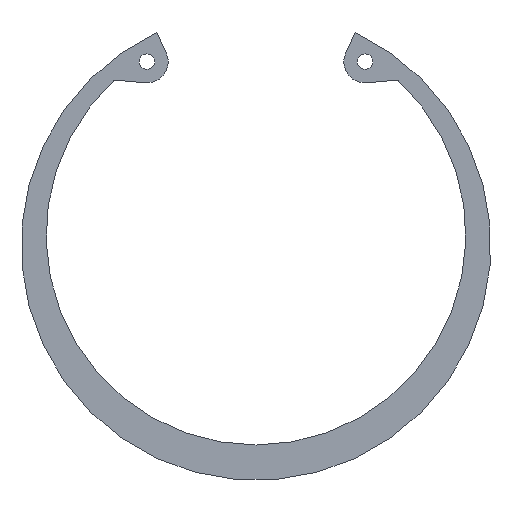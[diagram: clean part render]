
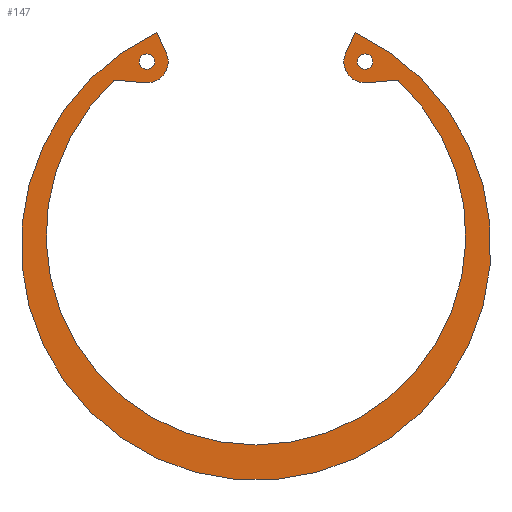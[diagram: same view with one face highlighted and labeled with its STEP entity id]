
A CAD part, front view. The second image highlights one B-rep face of the part: STEP entity #147.
In plain terms, the highlighted planar face has unit normal (0, -1, 0).
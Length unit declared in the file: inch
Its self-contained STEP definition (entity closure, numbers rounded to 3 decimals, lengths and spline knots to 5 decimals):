
#5 = CARTESIAN_POINT ( 'NONE',  ( 0.99752, -0.093, 1.1698 ) ) ;
#7 = EDGE_CURVE ( 'NONE', #9, #78, #192, .T. ) ;
#9 = VERTEX_POINT ( 'NONE', #184 ) ;
#19 = ORIENTED_EDGE ( 'NONE', *, *, #145, .F. ) ;
#22 = ORIENTED_EDGE ( 'NONE', *, *, #7, .F. ) ;
#24 = ORIENTED_EDGE ( 'NONE', *, *, #54, .F. ) ;
#25 = ORIENTED_EDGE ( 'NONE', *, *, #210, .T. ) ;
#26 = ORIENTED_EDGE ( 'NONE', *, *, #77, .F. ) ;
#29 = ORIENTED_EDGE ( 'NONE', *, *, #154, .F. ) ;
#32 = EDGE_CURVE ( 'NONE', #135, #211, #309, .T. ) ;
#33 = ORIENTED_EDGE ( 'NONE', *, *, #32, .T. ) ;
#52 = VERTEX_POINT ( 'NONE', #297 ) ;
#54 = EDGE_CURVE ( 'NONE', #52, #9, #296, .T. ) ;
#63 = VERTEX_POINT ( 'NONE', #381 ) ;
#65 = ORIENTED_EDGE ( 'NONE', *, *, #216, .T. ) ;
#66 = EDGE_LOOP ( 'NONE', ( #67, #69 ) ) ;
#67 = ORIENTED_EDGE ( 'NONE', *, *, #68, .T. ) ;
#68 = EDGE_CURVE ( 'NONE', #119, #115, #361, .T. ) ;
#69 = ORIENTED_EDGE ( 'NONE', *, *, #114, .T. ) ;
#70 = EDGE_LOOP ( 'NONE', ( #71, #72, #73, #75, #89, #33, #25, #26, #22, #24, #29, #19 ) ) ;
#71 = ORIENTED_EDGE ( 'NONE', *, *, #91, .F. ) ;
#72 = ORIENTED_EDGE ( 'NONE', *, *, #152, .F. ) ;
#73 = ORIENTED_EDGE ( 'NONE', *, *, #74, .T. ) ;
#74 = EDGE_CURVE ( 'NONE', #158, #228, #356, .T. ) ;
#75 = ORIENTED_EDGE ( 'NONE', *, *, #227, .T. ) ;
#77 = EDGE_CURVE ( 'NONE', #78, #212, #448, .T. ) ;
#78 = VERTEX_POINT ( 'NONE', #444 ) ;
#89 = ORIENTED_EDGE ( 'NONE', *, *, #137, .F. ) ;
#91 = EDGE_CURVE ( 'NONE', #99, #106, #424, .T. ) ;
#99 = VERTEX_POINT ( 'NONE', #349 ) ;
#106 = VERTEX_POINT ( 'NONE', #256 ) ;
#114 = EDGE_CURVE ( 'NONE', #115, #119, #240, .T. ) ;
#115 = VERTEX_POINT ( 'NONE', #235 ) ;
#119 = VERTEX_POINT ( 'NONE', #369 ) ;
#135 = VERTEX_POINT ( 'NONE', #277 ) ;
#137 = EDGE_CURVE ( 'NONE', #135, #230, #367, .T. ) ;
#145 = EDGE_CURVE ( 'NONE', #106, #63, #398, .T. ) ;
#147 = ADVANCED_FACE ( 'NONE', ( #394, #393, #392 ), #478, .T. ) ;
#148 = EDGE_LOOP ( 'NONE', ( #149, #65 ) ) ;
#149 = ORIENTED_EDGE ( 'NONE', *, *, #150, .T. ) ;
#150 = EDGE_CURVE ( 'NONE', #218, #217, #471, .T. ) ;
#152 = EDGE_CURVE ( 'NONE', #158, #99, #472, .T. ) ;
#154 = EDGE_CURVE ( 'NONE', #63, #52, #464, .T. ) ;
#158 = VERTEX_POINT ( 'NONE', #5 ) ;
#184 = CARTESIAN_POINT ( 'NONE',  ( -0.63606, -0.093, 1.36403 ) ) ;
#188 = DIRECTION ( 'NONE',  ( 0., 0., 1. ) ) ;
#189 = DIRECTION ( 'NONE',  ( 0., 1., 0. ) ) ;
#190 = CARTESIAN_POINT ( 'NONE',  ( -0.77201, -0.093, 1.30064 ) ) ;
#191 = AXIS2_PLACEMENT_3D ( 'NONE', #190, #189, #188 ) ;
#192 = CIRCLE ( 'NONE', #191, 0.15 ) ;
#210 = EDGE_CURVE ( 'NONE', #211, #212, #523, .T. ) ;
#211 = VERTEX_POINT ( 'NONE', #519 ) ;
#212 = VERTEX_POINT ( 'NONE', #518 ) ;
#216 = EDGE_CURVE ( 'NONE', #217, #218, #516, .T. ) ;
#217 = VERTEX_POINT ( 'NONE', #511 ) ;
#218 = VERTEX_POINT ( 'NONE', #510 ) ;
#227 = EDGE_CURVE ( 'NONE', #228, #230, #558, .T. ) ;
#228 = VERTEX_POINT ( 'NONE', #553 ) ;
#230 = VERTEX_POINT ( 'NONE', #552 ) ;
#235 = CARTESIAN_POINT ( 'NONE',  ( 0.77201, -0.093, 1.24564 ) ) ;
#236 = DIRECTION ( 'NONE',  ( 0., 0., 1. ) ) ;
#237 = DIRECTION ( 'NONE',  ( 0., 1., 0. ) ) ;
#238 = CARTESIAN_POINT ( 'NONE',  ( 0.77201, -0.093, 1.30064 ) ) ;
#239 = AXIS2_PLACEMENT_3D ( 'NONE', #238, #237, #236 ) ;
#240 = CIRCLE ( 'NONE', #239, 0.055 ) ;
#256 = CARTESIAN_POINT ( 'NONE',  ( 0.63606, -0.093, 1.36403 ) ) ;
#261 = DIRECTION ( 'NONE',  ( 0., 0., -1. ) ) ;
#262 = DIRECTION ( 'NONE',  ( 0., 1., 0. ) ) ;
#263 = AXIS2_PLACEMENT_3D ( 'NONE', #308, #262, #261 ) ;
#277 = CARTESIAN_POINT ( 'NONE',  ( -1.00516, -0.093, 1.1672 ) ) ;
#293 = DIRECTION ( 'NONE',  ( 0.423, 0., -0.906 ) ) ;
#294 = VECTOR ( 'NONE', #293, 39.37008 ) ;
#295 = CARTESIAN_POINT ( 'NONE',  ( -0.7026, -0.093, 1.50674 ) ) ;
#296 = LINE ( 'NONE', #295, #294 ) ;
#297 = CARTESIAN_POINT ( 'NONE',  ( -0.7026, -0.093, 1.50674 ) ) ;
#308 = CARTESIAN_POINT ( 'NONE',  ( -0.9984, -0.093, 1.15984 ) ) ;
#309 = CIRCLE ( 'NONE', #263, 0.01 ) ;
#349 = CARTESIAN_POINT ( 'NONE',  ( 0.78508, -0.093, 1.15121 ) ) ;
#354 = CARTESIAN_POINT ( 'NONE',  ( 0.9984, -0.093, 1.15984 ) ) ;
#355 = AXIS2_PLACEMENT_3D ( 'NONE', #354, #450, #449 ) ;
#356 = CIRCLE ( 'NONE', #355, 0.01 ) ;
#357 = DIRECTION ( 'NONE',  ( 0., 0., 1. ) ) ;
#358 = DIRECTION ( 'NONE',  ( 0., 1., 0. ) ) ;
#359 = CARTESIAN_POINT ( 'NONE',  ( 0.77201, -0.093, 1.30064 ) ) ;
#360 = AXIS2_PLACEMENT_3D ( 'NONE', #359, #358, #357 ) ;
#361 = CIRCLE ( 'NONE', #360, 0.055 ) ;
#363 = DIRECTION ( 'NONE',  ( 0., 0., 1. ) ) ;
#364 = DIRECTION ( 'NONE',  ( 0., -1., 0. ) ) ;
#365 = CARTESIAN_POINT ( 'NONE',  ( 0., -0.093, 0.07318 ) ) ;
#366 = AXIS2_PLACEMENT_3D ( 'NONE', #365, #364, #363 ) ;
#367 = CIRCLE ( 'NONE', #366, 1.48568 ) ;
#369 = CARTESIAN_POINT ( 'NONE',  ( 0.77201, -0.093, 1.35564 ) ) ;
#381 = CARTESIAN_POINT ( 'NONE',  ( 0.7026, -0.093, 1.50674 ) ) ;
#392 = FACE_OUTER_BOUND ( 'NONE', #70, .T. ) ;
#393 = FACE_BOUND ( 'NONE', #66, .T. ) ;
#394 = FACE_BOUND ( 'NONE', #148, .T. ) ;
#395 = DIRECTION ( 'NONE',  ( 0.423, 0., 0.906 ) ) ;
#396 = VECTOR ( 'NONE', #395, 39.37008 ) ;
#397 = CARTESIAN_POINT ( 'NONE',  ( 0.7026, -0.093, 1.50674 ) ) ;
#398 = LINE ( 'NONE', #397, #396 ) ;
#420 = DIRECTION ( 'NONE',  ( 0., 0., -1. ) ) ;
#421 = DIRECTION ( 'NONE',  ( 0., 1., 0. ) ) ;
#422 = CARTESIAN_POINT ( 'NONE',  ( 0.77201, -0.093, 1.30064 ) ) ;
#423 = AXIS2_PLACEMENT_3D ( 'NONE', #422, #421, #420 ) ;
#424 = CIRCLE ( 'NONE', #423, 0.15 ) ;
#444 = CARTESIAN_POINT ( 'NONE',  ( -0.78508, -0.093, 1.15121 ) ) ;
#445 = DIRECTION ( 'NONE',  ( -0.996, 0., 0.087 ) ) ;
#446 = VECTOR ( 'NONE', #445, 39.37008 ) ;
#447 = CARTESIAN_POINT ( 'NONE',  ( -1.00191, -0.093, 1.17018 ) ) ;
#448 = LINE ( 'NONE', #447, #446 ) ;
#449 = DIRECTION ( 'NONE',  ( 0., 0., -1. ) ) ;
#450 = DIRECTION ( 'NONE',  ( 0., 1., 0. ) ) ;
#460 = DIRECTION ( 'NONE',  ( 0., 0., 1. ) ) ;
#461 = DIRECTION ( 'NONE',  ( 0., 1., 0. ) ) ;
#462 = CARTESIAN_POINT ( 'NONE',  ( 0., -0.093, 0. ) ) ;
#463 = AXIS2_PLACEMENT_3D ( 'NONE', #462, #461, #460 ) ;
#464 = CIRCLE ( 'NONE', #463, 1.6625 ) ;
#465 = DIRECTION ( 'NONE',  ( -0.996, 0., -0.087 ) ) ;
#466 = VECTOR ( 'NONE', #465, 39.37008 ) ;
#467 = CARTESIAN_POINT ( 'NONE',  ( 1.00191, -0.093, 1.17018 ) ) ;
#468 = DIRECTION ( 'NONE',  ( 0., 0., 1. ) ) ;
#469 = DIRECTION ( 'NONE',  ( 0., 1., 0. ) ) ;
#470 = AXIS2_PLACEMENT_3D ( 'NONE', #477, #469, #468 ) ;
#471 = CIRCLE ( 'NONE', #470, 0.055 ) ;
#472 = LINE ( 'NONE', #467, #466 ) ;
#473 = DIRECTION ( 'NONE',  ( 0., 0., -1. ) ) ;
#474 = DIRECTION ( 'NONE',  ( 0., -1., 0. ) ) ;
#475 = CARTESIAN_POINT ( 'NONE',  ( 0.77201, -0.093, 1.30064 ) ) ;
#476 = AXIS2_PLACEMENT_3D ( 'NONE', #475, #474, #473 ) ;
#477 = CARTESIAN_POINT ( 'NONE',  ( -0.77201, -0.093, 1.30064 ) ) ;
#478 = PLANE ( 'NONE',  #476 ) ;
#510 = CARTESIAN_POINT ( 'NONE',  ( -0.77201, -0.093, 1.35564 ) ) ;
#511 = CARTESIAN_POINT ( 'NONE',  ( -0.77201, -0.093, 1.24564 ) ) ;
#512 = DIRECTION ( 'NONE',  ( 0., 0., 1. ) ) ;
#513 = DIRECTION ( 'NONE',  ( 0., 1., 0. ) ) ;
#514 = CARTESIAN_POINT ( 'NONE',  ( -0.77201, -0.093, 1.30064 ) ) ;
#515 = AXIS2_PLACEMENT_3D ( 'NONE', #514, #513, #512 ) ;
#516 = CIRCLE ( 'NONE', #515, 0.055 ) ;
#518 = CARTESIAN_POINT ( 'NONE',  ( -0.99752, -0.093, 1.1698 ) ) ;
#519 = CARTESIAN_POINT ( 'NONE',  ( -0.9984, -0.093, 1.16984 ) ) ;
#520 = DIRECTION ( 'NONE',  ( 0., 0., -1. ) ) ;
#521 = DIRECTION ( 'NONE',  ( 0., 1., 0. ) ) ;
#522 = AXIS2_PLACEMENT_3D ( 'NONE', #529, #521, #520 ) ;
#523 = CIRCLE ( 'NONE', #522, 0.01 ) ;
#529 = CARTESIAN_POINT ( 'NONE',  ( -0.9984, -0.093, 1.15984 ) ) ;
#552 = CARTESIAN_POINT ( 'NONE',  ( 1.00516, -0.093, 1.1672 ) ) ;
#553 = CARTESIAN_POINT ( 'NONE',  ( 0.9984, -0.093, 1.16984 ) ) ;
#554 = DIRECTION ( 'NONE',  ( 0., 0., -1. ) ) ;
#555 = DIRECTION ( 'NONE',  ( 0., 1., 0. ) ) ;
#556 = CARTESIAN_POINT ( 'NONE',  ( 0.9984, -0.093, 1.15984 ) ) ;
#557 = AXIS2_PLACEMENT_3D ( 'NONE', #556, #555, #554 ) ;
#558 = CIRCLE ( 'NONE', #557, 0.01 ) ;
